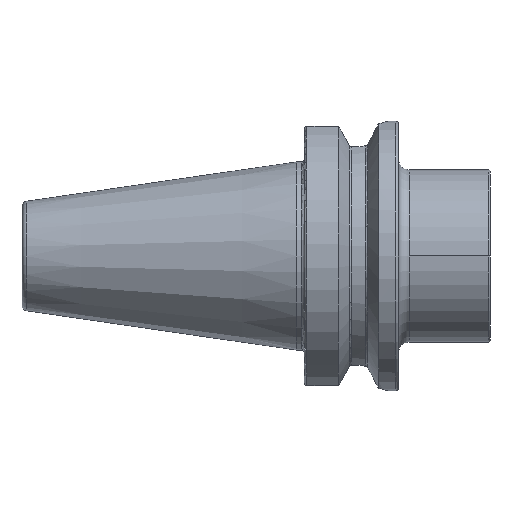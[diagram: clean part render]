
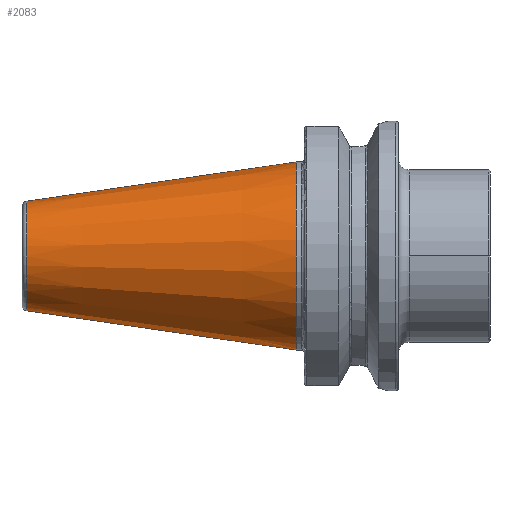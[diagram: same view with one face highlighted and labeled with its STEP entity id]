
A CAD part, front view. The second image highlights one B-rep face of the part: STEP entity #2083.
In plain terms, the highlighted conical face has half-angle 8.297 degrees and reference radius 34.925 mm.
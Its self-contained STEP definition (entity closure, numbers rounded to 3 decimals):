
#2 = LINE ( 'NONE', #4732, #2162 ) ;
#24 = EDGE_CURVE ( 'NONE', #3962, #2215, #4636, .T. ) ;
#116 = CARTESIAN_POINT ( 'NONE',  ( 0., 0., 0. ) ) ;
#134 = DIRECTION ( 'NONE',  ( -1., 0., 0. ) ) ;
#241 = ORIENTED_EDGE ( 'NONE', *, *, #3746, .F. ) ;
#260 = EDGE_CURVE ( 'NONE', #4851, #3304, #292, .T. ) ;
#292 = CIRCLE ( 'NONE', #2737, 34.925 ) ;
#415 = EDGE_LOOP ( 'NONE', ( #241, #4548, #2383, #1215 ) ) ;
#441 = DIRECTION ( 'NONE',  ( 0., 0., 1. ) ) ;
#681 = CARTESIAN_POINT ( 'NONE',  ( -100.089, 0., 20.329 ) ) ;
#711 = DIRECTION ( 'NONE',  ( 0., 0., -1. ) ) ;
#936 = CONICAL_SURFACE ( 'NONE', #3172, 34.925, 0.145 ) ;
#1215 = ORIENTED_EDGE ( 'NONE', *, *, #260, .T. ) ;
#1559 = LINE ( 'NONE', #3078, #3672 ) ;
#2083 = ADVANCED_FACE ( 'NONE', ( #2405 ), #936, .T. ) ;
#2162 = VECTOR ( 'NONE', #5150, 1000. ) ;
#2215 = VERTEX_POINT ( 'NONE', #681 ) ;
#2383 = ORIENTED_EDGE ( 'NONE', *, *, #5022, .T. ) ;
#2405 = FACE_OUTER_BOUND ( 'NONE', #415, .T. ) ;
#2589 = AXIS2_PLACEMENT_3D ( 'NONE', #4457, #4386, #4433 ) ;
#2737 = AXIS2_PLACEMENT_3D ( 'NONE', #116, #134, #441 ) ;
#3078 = CARTESIAN_POINT ( 'NONE',  ( 0., 0., -34.925 ) ) ;
#3172 = AXIS2_PLACEMENT_3D ( 'NONE', #4483, #4086, #711 ) ;
#3241 = CARTESIAN_POINT ( 'NONE',  ( 0., 0., 34.925 ) ) ;
#3304 = VERTEX_POINT ( 'NONE', #3241 ) ;
#3672 = VECTOR ( 'NONE', #3928, 1000. ) ;
#3746 = EDGE_CURVE ( 'NONE', #2215, #3304, #2, .T. ) ;
#3928 = DIRECTION ( 'NONE',  ( 0.99, 0., -0.144 ) ) ;
#3962 = VERTEX_POINT ( 'NONE', #4886 ) ;
#4086 = DIRECTION ( 'NONE',  ( 1., 0., 0. ) ) ;
#4386 = DIRECTION ( 'NONE',  ( -1., 0., 0. ) ) ;
#4433 = DIRECTION ( 'NONE',  ( 0., 0., 1. ) ) ;
#4457 = CARTESIAN_POINT ( 'NONE',  ( -100.089, 0., 0. ) ) ;
#4483 = CARTESIAN_POINT ( 'NONE',  ( 0., 0., 0. ) ) ;
#4548 = ORIENTED_EDGE ( 'NONE', *, *, #24, .F. ) ;
#4636 = CIRCLE ( 'NONE', #2589, 20.329 ) ;
#4732 = CARTESIAN_POINT ( 'NONE',  ( 0., 0., 34.925 ) ) ;
#4851 = VERTEX_POINT ( 'NONE', #5228 ) ;
#4886 = CARTESIAN_POINT ( 'NONE',  ( -100.089, 0., -20.329 ) ) ;
#5022 = EDGE_CURVE ( 'NONE', #3962, #4851, #1559, .T. ) ;
#5150 = DIRECTION ( 'NONE',  ( 0.99, 0., 0.144 ) ) ;
#5228 = CARTESIAN_POINT ( 'NONE',  ( 0., 0., -34.925 ) ) ;
